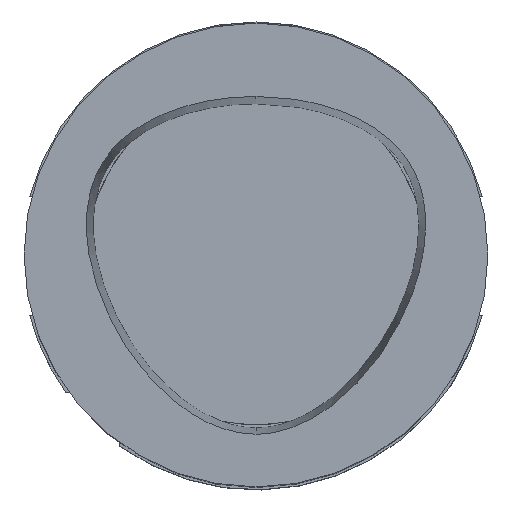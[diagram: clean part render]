
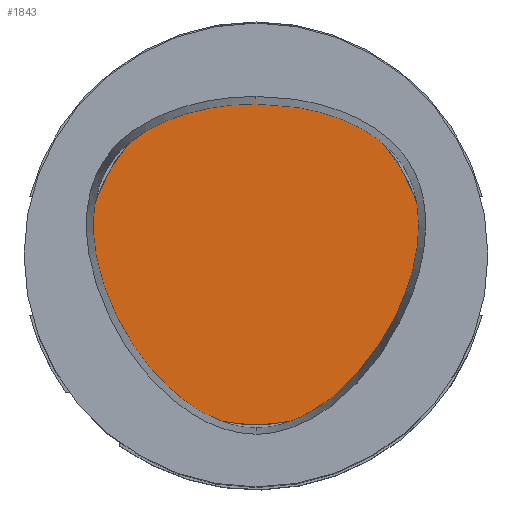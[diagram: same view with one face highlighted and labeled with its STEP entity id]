
A CAD part, top view. The second image highlights one B-rep face of the part: STEP entity #1843.
In plain terms, the highlighted planar face has unit normal (0, 0, 1).
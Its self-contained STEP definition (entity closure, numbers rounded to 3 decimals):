
#165 = CARTESIAN_POINT ( 'NONE',  ( -23., 0., 40.6 ) ) ;
#245 = DIRECTION ( 'NONE',  ( 1., 0., 0. ) ) ;
#466 = DIRECTION ( 'NONE',  ( 0., 0., -1. ) ) ;
#644 = CARTESIAN_POINT ( 'NONE',  ( 0., 0., 40.6 ) ) ;
#681 = CARTESIAN_POINT ( 'NONE',  ( 0., 0., 40.6 ) ) ;
#796 = DIRECTION ( 'NONE',  ( 1., 0., 0. ) ) ;
#808 = VERTEX_POINT ( 'NONE', #165 ) ;
#829 = FACE_OUTER_BOUND ( 'NONE', #1046, .T. ) ;
#980 = PLANE ( 'NONE',  #1394 ) ;
#1046 = EDGE_LOOP ( 'NONE', ( #1769, #1617 ) ) ;
#1195 = CARTESIAN_POINT ( 'NONE',  ( 23., 0., 40.6 ) ) ;
#1200 = DIRECTION ( 'NONE',  ( 0., 0., 1. ) ) ;
#1394 = AXIS2_PLACEMENT_3D ( 'NONE', #2025, #1200, #796 ) ;
#1453 = DIRECTION ( 'NONE',  ( 0., 0., -1. ) ) ;
#1617 = ORIENTED_EDGE ( 'NONE', *, *, #2599, .F. ) ;
#1673 = VERTEX_POINT ( 'NONE', #1195 ) ;
#1695 = AXIS2_PLACEMENT_3D ( 'NONE', #681, #466, #2503 ) ;
#1696 = EDGE_CURVE ( 'NONE', #1673, #808, #2643, .T. ) ;
#1769 = ORIENTED_EDGE ( 'NONE', *, *, #1696, .F. ) ;
#1843 = ADVANCED_FACE ( 'NONE', ( #829 ), #980, .T. ) ;
#2025 = CARTESIAN_POINT ( 'NONE',  ( 0., 31.5, 40.6 ) ) ;
#2464 = CIRCLE ( 'NONE', #2580, 23. ) ;
#2503 = DIRECTION ( 'NONE',  ( 1., 0., 0. ) ) ;
#2580 = AXIS2_PLACEMENT_3D ( 'NONE', #644, #1453, #245 ) ;
#2599 = EDGE_CURVE ( 'NONE', #808, #1673, #2464, .T. ) ;
#2643 = CIRCLE ( 'NONE', #1695, 23. ) ;
